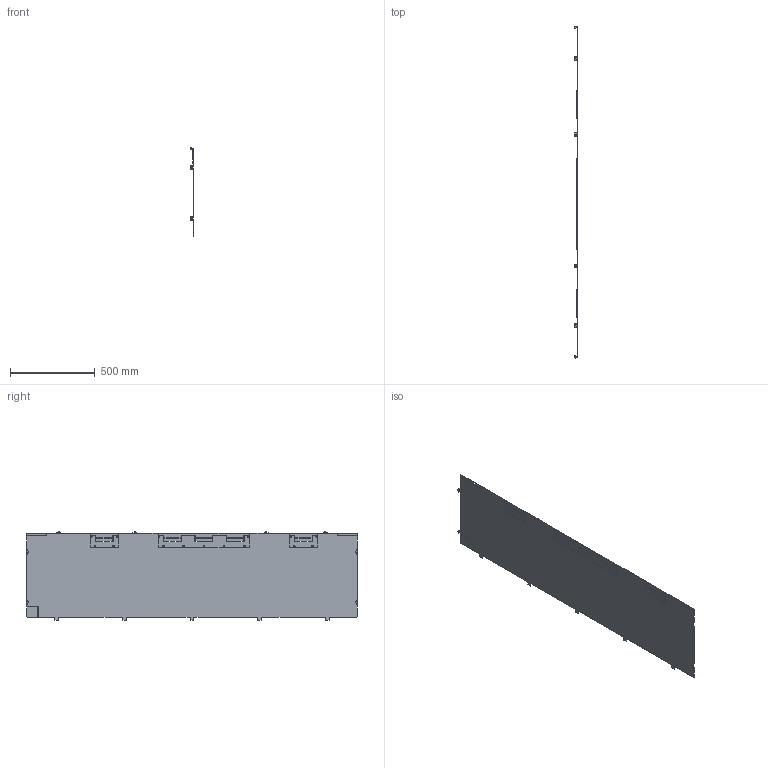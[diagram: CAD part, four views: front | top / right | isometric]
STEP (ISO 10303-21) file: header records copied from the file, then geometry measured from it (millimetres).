
FILE_DESCRIPTION(('STEP AP214'),'1');
FILE_NAME('cctmp_ACBA2CA3-542C-4B5D-9407-111F26B17C1D_2024_11_20_13_28_19_0946..stp','2024-11-20T12:28:20',('SIEMENS A&D'),('CADClick - www.CADClick.com'),'Spatial InterOp 3D',' ','unknown authorization');
FILE_SCHEMA(('AUTOMOTIVE_DESIGN'));
Length unit declared in the file: millimetre
Products named in the file (1): 2024_11_20_13_28_19_0913
Bounding box: 21 x 1958.2 x 525 mm (x, y, z)
Volume: 1054906.7 mm3; surface area: 1980861.8 mm2
Topology: 1 solids, 1 shells, 566 faces, 1438 edges, 926 vertices
Faces by surface type: plane 344, cylinder 160, cone 32, torus 30
Entity records: 21666 total; most frequent: DIRECTION 2988, CARTESIAN_POINT 2931, ORIENTED_EDGE 2876, EDGE_CURVE 1438, LINE 1022, VECTOR 1022, AXIS2_PLACEMENT_3D 983, VERTEX_POINT 926
